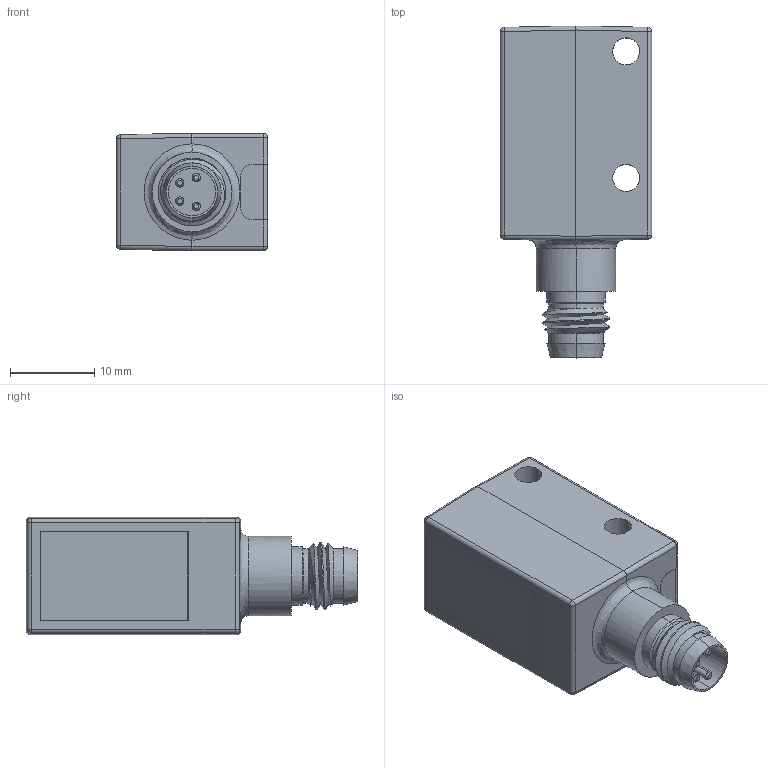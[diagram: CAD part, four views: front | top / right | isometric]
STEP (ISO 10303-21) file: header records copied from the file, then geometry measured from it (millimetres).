
FILE_DESCRIPTION((''),'2;1');
FILE_NAME('CAD0968_ML6_ML4_2_ST_H_TW20','2008-05-22T',('mschubert'),(''),'PRO/ENGINEER BY PARAMETRIC TECHNOLOGY CORPORATION, 2006300','PRO/ENGINEER BY PARAMETRIC TECHNOLOGY CORPORATION, 2006300','');
FILE_SCHEMA(('CONFIG_CONTROL_DESIGN'));
Length unit declared in the file: millimetre
Products named in the file (1): CAD0968_ML6_ML4_2_ST_H_TW20
Bounding box: 17.9 x 39.3 x 13.9 mm (x, y, z)
Volume: 6538.1 mm3; surface area: 3359.8 mm2
Topology: 2 solids, 2 shells, 118 faces, 267 edges, 175 vertices
Faces by surface type: cylinder 52, plane 38, cone 16, sphere 8, bspline 4
Entity records: 5711 total; most frequent: CARTESIAN_POINT 1993, DIRECTION 572, ORIENTED_EDGE 506, EDGE_CURVE 253, AXIS2_PLACEMENT_3D 215, VERTEX_POINT 150, VECTOR 142, LINE 142
